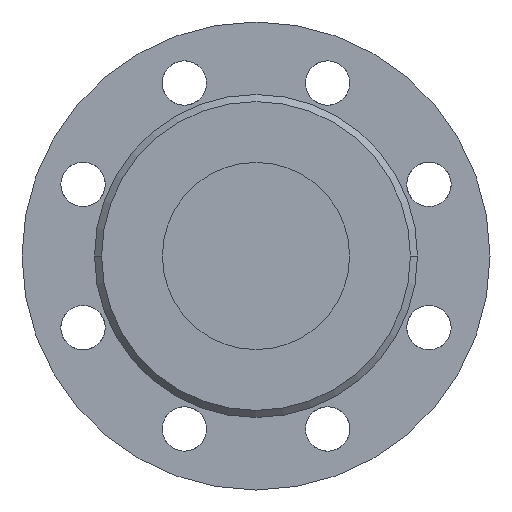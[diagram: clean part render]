
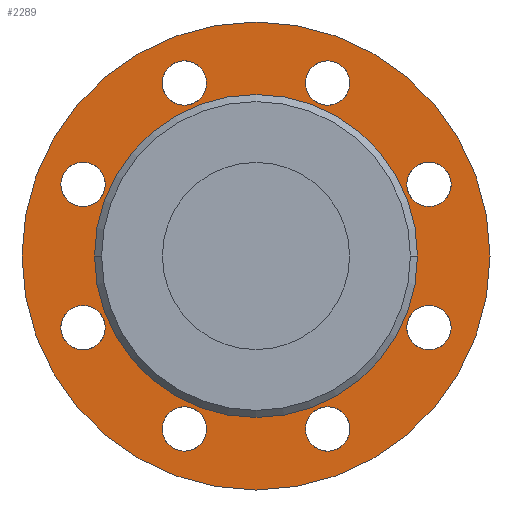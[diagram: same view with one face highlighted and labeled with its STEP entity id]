
A CAD part, left-side view. The second image highlights one B-rep face of the part: STEP entity #2289.
In plain terms, the highlighted planar face has unit normal (-1, 0, 0).
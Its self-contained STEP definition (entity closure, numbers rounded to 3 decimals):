
#814=CARTESIAN_POINT('',(-88.,0.,0.));
#815=DIRECTION('',(1.,0.,0.));
#816=DIRECTION('',(0.,1.,0.));
#817=AXIS2_PLACEMENT_3D('',#814,#815,#816);
#822=CARTESIAN_POINT('',(-88.,0.,0.));
#823=DIRECTION('',(-1.,0.,0.));
#824=DIRECTION('',(0.,1.,0.));
#825=AXIS2_PLACEMENT_3D('',#822,#823,#824);
#830=CARTESIAN_POINT('',(-88.,73.91,30.615));
#831=DIRECTION('',(-1.,0.,0.));
#832=DIRECTION('',(0.,-1.,0.));
#833=AXIS2_PLACEMENT_3D('',#830,#831,#832);
#838=CARTESIAN_POINT('',(-88.,73.91,30.615));
#839=DIRECTION('',(-1.,0.,0.));
#840=DIRECTION('',(0.,1.,0.));
#841=AXIS2_PLACEMENT_3D('',#838,#839,#840);
#846=CARTESIAN_POINT('',(-88.,30.615,73.91));
#847=DIRECTION('',(-1.,0.,0.));
#848=DIRECTION('',(0.,-0.707,-0.707));
#849=AXIS2_PLACEMENT_3D('',#846,#847,#848);
#854=CARTESIAN_POINT('',(-88.,30.615,73.91));
#855=DIRECTION('',(-1.,0.,0.));
#856=DIRECTION('',(0.,0.707,0.707));
#857=AXIS2_PLACEMENT_3D('',#854,#855,#856);
#862=CARTESIAN_POINT('',(-88.,-30.615,73.91));
#863=DIRECTION('',(-1.,0.,0.));
#864=DIRECTION('',(0.,0.,-1.));
#865=AXIS2_PLACEMENT_3D('',#862,#863,#864);
#870=CARTESIAN_POINT('',(-88.,-30.615,73.91));
#871=DIRECTION('',(-1.,0.,0.));
#872=DIRECTION('',(0.,0.,1.));
#873=AXIS2_PLACEMENT_3D('',#870,#871,#872);
#878=CARTESIAN_POINT('',(-88.,-73.91,30.615));
#879=DIRECTION('',(-1.,0.,0.));
#880=DIRECTION('',(0.,0.707,-0.707));
#881=AXIS2_PLACEMENT_3D('',#878,#879,#880);
#886=CARTESIAN_POINT('',(-88.,-73.91,30.615));
#887=DIRECTION('',(-1.,0.,0.));
#888=DIRECTION('',(0.,-0.707,0.707));
#889=AXIS2_PLACEMENT_3D('',#886,#887,#888);
#894=CARTESIAN_POINT('',(-88.,-73.91,-30.615));
#895=DIRECTION('',(-1.,0.,0.));
#896=DIRECTION('',(0.,1.,0.));
#897=AXIS2_PLACEMENT_3D('',#894,#895,#896);
#902=CARTESIAN_POINT('',(-88.,-73.91,-30.615));
#903=DIRECTION('',(-1.,0.,0.));
#904=DIRECTION('',(0.,-1.,0.));
#905=AXIS2_PLACEMENT_3D('',#902,#903,#904);
#910=CARTESIAN_POINT('',(-88.,-30.615,-73.91));
#911=DIRECTION('',(-1.,0.,0.));
#912=DIRECTION('',(0.,0.707,0.707));
#913=AXIS2_PLACEMENT_3D('',#910,#911,#912);
#918=CARTESIAN_POINT('',(-88.,-30.615,-73.91));
#919=DIRECTION('',(-1.,0.,0.));
#920=DIRECTION('',(0.,-0.707,-0.707));
#921=AXIS2_PLACEMENT_3D('',#918,#919,#920);
#926=CARTESIAN_POINT('',(-88.,30.615,-73.91));
#927=DIRECTION('',(-1.,0.,0.));
#928=DIRECTION('',(0.,0.,1.));
#929=AXIS2_PLACEMENT_3D('',#926,#927,#928);
#934=CARTESIAN_POINT('',(-88.,30.615,-73.91));
#935=DIRECTION('',(-1.,0.,0.));
#936=DIRECTION('',(0.,0.,-1.));
#937=AXIS2_PLACEMENT_3D('',#934,#935,#936);
#942=CARTESIAN_POINT('',(-88.,73.91,-30.615));
#943=DIRECTION('',(-1.,0.,0.));
#944=DIRECTION('',(0.,-0.707,0.707));
#945=AXIS2_PLACEMENT_3D('',#942,#943,#944);
#950=CARTESIAN_POINT('',(-88.,73.91,-30.615));
#951=DIRECTION('',(-1.,0.,0.));
#952=DIRECTION('',(0.,0.707,-0.707));
#953=AXIS2_PLACEMENT_3D('',#950,#951,#952);
#972=CARTESIAN_POINT('',(-88.,0.,0.));
#973=DIRECTION('',(-1.,0.,0.));
#974=DIRECTION('',(0.,1.,0.));
#975=AXIS2_PLACEMENT_3D('',#972,#973,#974);
#980=CARTESIAN_POINT('',(-88.,0.,0.));
#981=DIRECTION('',(1.,0.,0.));
#982=DIRECTION('',(0.,1.,0.));
#983=AXIS2_PLACEMENT_3D('',#980,#981,#982);
#1921=CARTESIAN_POINT('',(-88.,100.,0.));
#1923=VERTEX_POINT('',#1921);
#1924=CARTESIAN_POINT('',(-88.,69.,0.));
#1926=VERTEX_POINT('',#1924);
#1937=CARTESIAN_POINT('',(-88.,-100.,0.));
#1939=VERTEX_POINT('',#1937);
#1940=CARTESIAN_POINT('',(-88.,-69.,0.));
#1942=VERTEX_POINT('',#1940);
#1992=CARTESIAN_POINT('',(-88.,64.41,30.615));
#1993=CARTESIAN_POINT('',(-88.,83.41,30.615));
#1994=VERTEX_POINT('',#1992);
#1995=VERTEX_POINT('',#1993);
#2000=CARTESIAN_POINT('',(-88.,23.897,67.193));
#2001=CARTESIAN_POINT('',(-88.,37.332,80.628));
#2002=VERTEX_POINT('',#2000);
#2003=VERTEX_POINT('',#2001);
#2008=CARTESIAN_POINT('',(-88.,-30.615,64.41));
#2009=CARTESIAN_POINT('',(-88.,-30.615,83.41));
#2010=VERTEX_POINT('',#2008);
#2011=VERTEX_POINT('',#2009);
#2016=CARTESIAN_POINT('',(-88.,-67.193,23.897));
#2017=CARTESIAN_POINT('',(-88.,-80.628,37.332));
#2018=VERTEX_POINT('',#2016);
#2019=VERTEX_POINT('',#2017);
#2024=CARTESIAN_POINT('',(-88.,-64.41,-30.615));
#2025=CARTESIAN_POINT('',(-88.,-83.41,-30.615));
#2026=VERTEX_POINT('',#2024);
#2027=VERTEX_POINT('',#2025);
#2032=CARTESIAN_POINT('',(-88.,-23.897,-67.193));
#2033=CARTESIAN_POINT('',(-88.,-37.332,-80.628));
#2034=VERTEX_POINT('',#2032);
#2035=VERTEX_POINT('',#2033);
#2040=CARTESIAN_POINT('',(-88.,30.615,-64.41));
#2041=CARTESIAN_POINT('',(-88.,30.615,-83.41));
#2042=VERTEX_POINT('',#2040);
#2043=VERTEX_POINT('',#2041);
#2048=CARTESIAN_POINT('',(-88.,67.193,-23.897));
#2049=CARTESIAN_POINT('',(-88.,80.628,-37.332));
#2050=VERTEX_POINT('',#2048);
#2051=VERTEX_POINT('',#2049);
#2226=CARTESIAN_POINT('',(-88.,0.,0.));
#2227=DIRECTION('',(1.,0.,0.));
#2228=DIRECTION('',(0.,-1.,0.));
#2229=AXIS2_PLACEMENT_3D('',#2226,#2227,#2228);
#2230=PLANE('',#2229);
#2231=ORIENTED_EDGE('',*,*,#2221,.T.);
#2232=ORIENTED_EDGE('',*,*,#2205,.F.);
#2233=EDGE_LOOP('',(#2231,#2232));
#2234=FACE_OUTER_BOUND('',#2233,.F.);
#2236=ORIENTED_EDGE('',*,*,#2235,.T.);
#2238=ORIENTED_EDGE('',*,*,#2237,.F.);
#2239=EDGE_LOOP('',(#2236,#2238));
#2240=FACE_BOUND('',#2239,.F.);
#2242=ORIENTED_EDGE('',*,*,#2241,.T.);
#2244=ORIENTED_EDGE('',*,*,#2243,.T.);
#2245=EDGE_LOOP('',(#2242,#2244));
#2246=FACE_BOUND('',#2245,.F.);
#2248=ORIENTED_EDGE('',*,*,#2247,.T.);
#2250=ORIENTED_EDGE('',*,*,#2249,.T.);
#2251=EDGE_LOOP('',(#2248,#2250));
#2252=FACE_BOUND('',#2251,.F.);
#2254=ORIENTED_EDGE('',*,*,#2253,.T.);
#2256=ORIENTED_EDGE('',*,*,#2255,.T.);
#2257=EDGE_LOOP('',(#2254,#2256));
#2258=FACE_BOUND('',#2257,.F.);
#2260=ORIENTED_EDGE('',*,*,#2259,.T.);
#2262=ORIENTED_EDGE('',*,*,#2261,.T.);
#2263=EDGE_LOOP('',(#2260,#2262));
#2264=FACE_BOUND('',#2263,.F.);
#2266=ORIENTED_EDGE('',*,*,#2265,.T.);
#2268=ORIENTED_EDGE('',*,*,#2267,.T.);
#2269=EDGE_LOOP('',(#2266,#2268));
#2270=FACE_BOUND('',#2269,.F.);
#2272=ORIENTED_EDGE('',*,*,#2271,.T.);
#2274=ORIENTED_EDGE('',*,*,#2273,.T.);
#2275=EDGE_LOOP('',(#2272,#2274));
#2276=FACE_BOUND('',#2275,.F.);
#2278=ORIENTED_EDGE('',*,*,#2277,.T.);
#2280=ORIENTED_EDGE('',*,*,#2279,.T.);
#2281=EDGE_LOOP('',(#2278,#2280));
#2282=FACE_BOUND('',#2281,.F.);
#2284=ORIENTED_EDGE('',*,*,#2283,.T.);
#2286=ORIENTED_EDGE('',*,*,#2285,.T.);
#2287=EDGE_LOOP('',(#2284,#2286));
#2288=FACE_BOUND('',#2287,.F.);
#2289=ADVANCED_FACE('',(#2234,#2240,#2246,#2252,#2258,#2264,#2270,#2276,#2282,
#2288),#2230,.F.);
#818=CIRCLE('',#817,100.);
#826=CIRCLE('',#825,100.);
#834=CIRCLE('',#833,9.5);
#842=CIRCLE('',#841,9.5);
#850=CIRCLE('',#849,9.5);
#858=CIRCLE('',#857,9.5);
#866=CIRCLE('',#865,9.5);
#874=CIRCLE('',#873,9.5);
#882=CIRCLE('',#881,9.5);
#890=CIRCLE('',#889,9.5);
#898=CIRCLE('',#897,9.5);
#906=CIRCLE('',#905,9.5);
#914=CIRCLE('',#913,9.5);
#922=CIRCLE('',#921,9.5);
#930=CIRCLE('',#929,9.5);
#938=CIRCLE('',#937,9.5);
#946=CIRCLE('',#945,9.5);
#954=CIRCLE('',#953,9.5);
#976=CIRCLE('',#975,69.);
#984=CIRCLE('',#983,69.);
#2205=EDGE_CURVE('',#1923,#1939,#826,.T.);
#2221=EDGE_CURVE('',#1923,#1939,#818,.T.);
#2235=EDGE_CURVE('',#1926,#1942,#976,.T.);
#2237=EDGE_CURVE('',#1926,#1942,#984,.T.);
#2241=EDGE_CURVE('',#1994,#1995,#834,.T.);
#2243=EDGE_CURVE('',#1995,#1994,#842,.T.);
#2247=EDGE_CURVE('',#2002,#2003,#850,.T.);
#2249=EDGE_CURVE('',#2003,#2002,#858,.T.);
#2253=EDGE_CURVE('',#2010,#2011,#866,.T.);
#2255=EDGE_CURVE('',#2011,#2010,#874,.T.);
#2259=EDGE_CURVE('',#2018,#2019,#882,.T.);
#2261=EDGE_CURVE('',#2019,#2018,#890,.T.);
#2265=EDGE_CURVE('',#2026,#2027,#898,.T.);
#2267=EDGE_CURVE('',#2027,#2026,#906,.T.);
#2271=EDGE_CURVE('',#2034,#2035,#914,.T.);
#2273=EDGE_CURVE('',#2035,#2034,#922,.T.);
#2277=EDGE_CURVE('',#2042,#2043,#930,.T.);
#2279=EDGE_CURVE('',#2043,#2042,#938,.T.);
#2283=EDGE_CURVE('',#2050,#2051,#946,.T.);
#2285=EDGE_CURVE('',#2051,#2050,#954,.T.);
